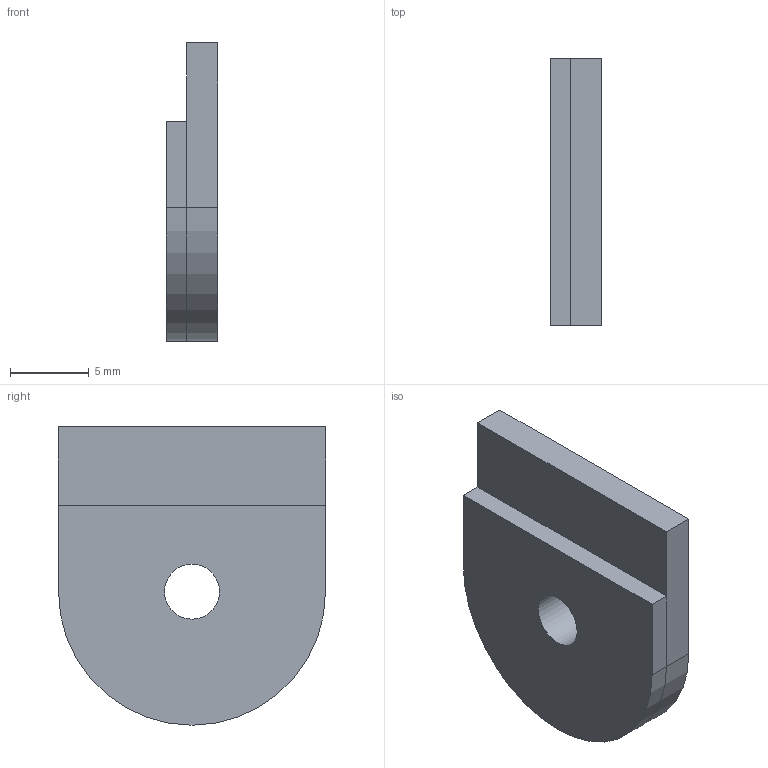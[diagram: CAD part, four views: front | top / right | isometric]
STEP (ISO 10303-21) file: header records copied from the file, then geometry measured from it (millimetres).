
FILE_DESCRIPTION(('FreeCAD Model'),'2;1');
FILE_NAME('Open CASCADE Shape Model','2022-11-09T23:35:44',(''),(''), 'Open CASCADE STEP processor 7.6','FreeCAD','Unknown');
FILE_SCHEMA(('AUTOMOTIVE_DESIGN { 1 0 10303 214 1 1 1 1 }'));
Length unit declared in the file: millimetre
Products named in the file (2): printMonitorControBotCap; Body056
Assembly tree (1 placements, depth 2):
  printMonitorControBotCap
    Body056
Bounding box: 3.3 x 17 x 19 mm (x, y, z)
Volume: 821.3 mm3; surface area: 801.5 mm2
Topology: 1 solids, 1 shells, 12 faces, 26 edges, 16 vertices
Faces by surface type: plane 9, cylinder 3
Full cylindrical faces by diameter (mm): 3.5 x1
Entity records: 708 total; most frequent: CARTESIAN_POINT 114, DIRECTION 110, LINE 69, VECTOR 69, ORIENTED_EDGE 52, PCURVE 52, DEFINITIONAL_REPRESENTATION 52, EDGE_CURVE 26
